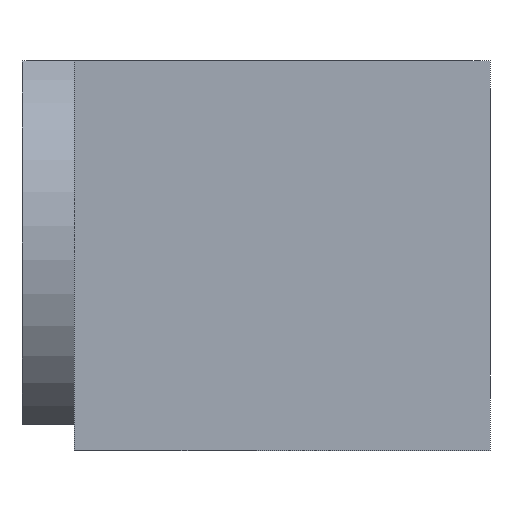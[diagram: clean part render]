
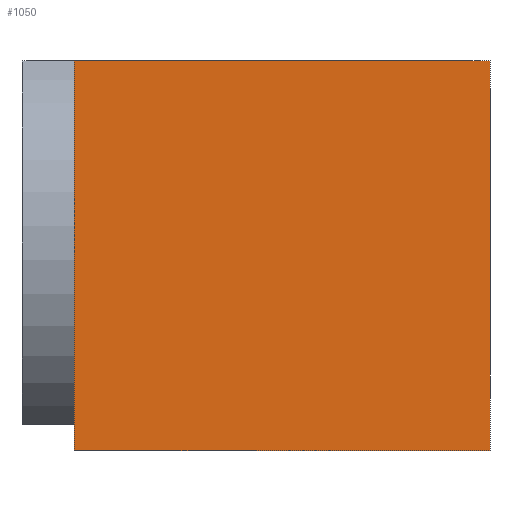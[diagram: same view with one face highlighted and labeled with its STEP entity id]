
A CAD part, front view. The second image highlights one B-rep face of the part: STEP entity #1050.
In plain terms, the highlighted planar face has unit normal (0, -1, 0).
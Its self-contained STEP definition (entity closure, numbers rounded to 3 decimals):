
#125=FACE_OUTER_BOUND('',#186,.T.);
#186=EDGE_LOOP('',(#802,#803,#804,#805));
#296=LINE('',#1665,#401);
#297=LINE('',#1667,#402);
#298=LINE('',#1669,#403);
#299=LINE('',#1670,#404);
#401=VECTOR('',#1335,10.);
#402=VECTOR('',#1336,10.);
#403=VECTOR('',#1337,10.);
#404=VECTOR('',#1338,10.);
#502=VERTEX_POINT('',#1663);
#503=VERTEX_POINT('',#1664);
#504=VERTEX_POINT('',#1666);
#505=VERTEX_POINT('',#1668);
#619=EDGE_CURVE('',#502,#503,#296,.T.);
#620=EDGE_CURVE('',#504,#503,#297,.T.);
#621=EDGE_CURVE('',#505,#504,#298,.T.);
#622=EDGE_CURVE('',#505,#502,#299,.T.);
#802=ORIENTED_EDGE('',*,*,#619,.T.);
#803=ORIENTED_EDGE('',*,*,#620,.F.);
#804=ORIENTED_EDGE('',*,*,#621,.F.);
#805=ORIENTED_EDGE('',*,*,#622,.T.);
#1003=PLANE('',#1138);
#1050=ADVANCED_FACE('',(#125),#1003,.T.);
#1138=AXIS2_PLACEMENT_3D('',#1662,#1333,#1334);
#1333=DIRECTION('center_axis',(0.,-1.,0.));
#1334=DIRECTION('ref_axis',(0.,0.,1.));
#1335=DIRECTION('',(0.,0.,-1.));
#1336=DIRECTION('',(-1.,0.,0.));
#1337=DIRECTION('',(0.,0.,-1.));
#1338=DIRECTION('',(-1.,0.,0.));
#1662=CARTESIAN_POINT('Origin',(36.818,-38.238,-5.5));
#1663=CARTESIAN_POINT('',(-3.182,-38.238,32.));
#1664=CARTESIAN_POINT('',(-3.182,-38.238,-5.5));
#1665=CARTESIAN_POINT('',(-3.182,-38.238,3.875));
#1666=CARTESIAN_POINT('',(36.818,-38.238,-5.5));
#1667=CARTESIAN_POINT('',(36.818,-38.238,-5.5));
#1668=CARTESIAN_POINT('',(36.818,-38.238,32.));
#1669=CARTESIAN_POINT('',(36.818,-38.238,32.));
#1670=CARTESIAN_POINT('',(36.818,-38.238,32.));
